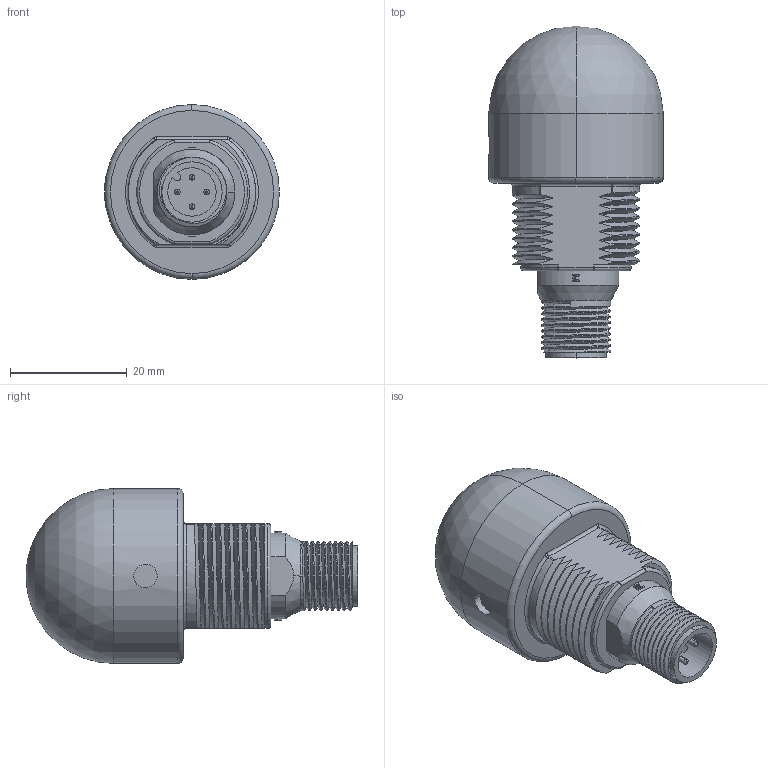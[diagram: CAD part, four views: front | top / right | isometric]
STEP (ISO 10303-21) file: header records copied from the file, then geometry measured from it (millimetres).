
FILE_DESCRIPTION((''),'2;1');
FILE_NAME('152819_SM01_ASM','2025-08-29T14:54:30',('banengservice'),('BANNER ENGINEERING'),'CREO PARAMETRIC BY PTC INC, 2022414','CREO PARAMETRIC BY PTC INC, 2022414','');
FILE_SCHEMA(('CONFIG_CONTROL_DESIGN'));
Length unit declared in the file: millimetre
Products named in the file (2): 152819_EP01; 152819_SM01_ASM
Assembly tree (1 placements, depth 2):
  152819_SM01_ASM
    152819_EP01
Bounding box: 30 x 56.97 x 30 mm (x, y, z)
Volume: 21665 mm3; surface area: 5690.6 mm2
Topology: 1 solids, 1 shells, 202 faces, 530 edges, 339 vertices
Faces by surface type: bspline 72, cylinder 66, plane 46, torus 10, sphere 6, cone 2
Entity records: 13511 total; most frequent: CARTESIAN_POINT 9097, ORIENTED_EDGE 1056, DIRECTION 660, EDGE_CURVE 528, VERTEX_POINT 339, B_SPLINE_CURVE_WITH_KNOTS 243, AXIS2_PLACEMENT_3D 242, EDGE_LOOP 213
